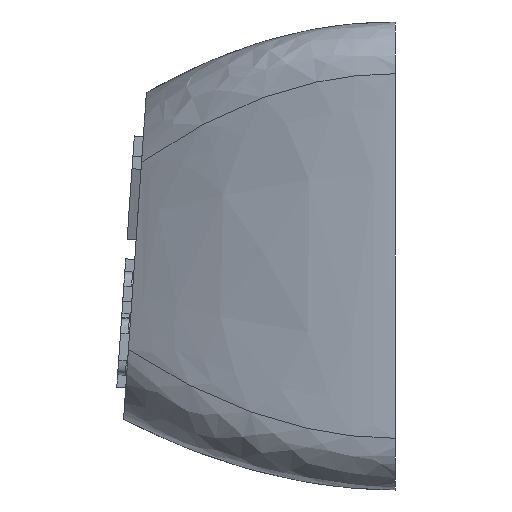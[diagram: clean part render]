
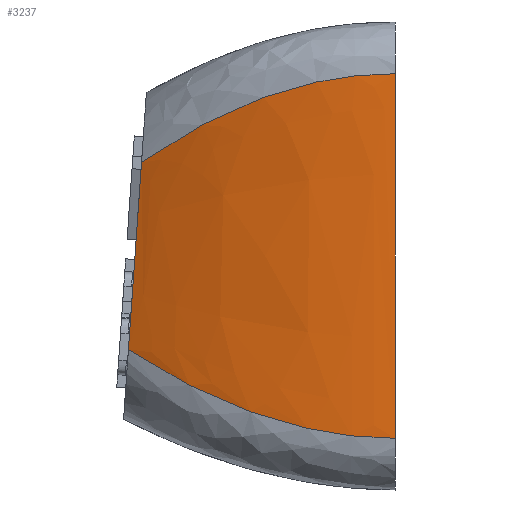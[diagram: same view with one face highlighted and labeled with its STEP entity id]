
A CAD part, left-side view. The second image highlights one B-rep face of the part: STEP entity #3237.
In plain terms, the highlighted free-form (B-spline) face has degree [3, 3] with [4, 4] control points.
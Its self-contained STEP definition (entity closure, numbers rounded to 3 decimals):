
#45=B_SPLINE_SURFACE_WITH_KNOTS('',3,3,((#4572,#4573,#4574,#4575),(#4576,
#4577,#4578,#4579),(#4580,#4581,#4582,#4583),(#4584,#4585,#4586,#4587)),
 .UNSPECIFIED.,.F.,.F.,.F.,(4,4),(4,4),(0.,1.),(0.,1.),.UNSPECIFIED.);
#149=B_SPLINE_CURVE_WITH_KNOTS('',3,(#4562,#4563,#4564,#4565),
 .UNSPECIFIED.,.F.,.F.,(4,4),(0.,1.),.UNSPECIFIED.);
#151=B_SPLINE_CURVE_WITH_KNOTS('',3,(#4591,#4592,#4593,#4594),
 .UNSPECIFIED.,.F.,.F.,(4,4),(0.,1.),.UNSPECIFIED.);
#280=FACE_OUTER_BOUND('',#459,.T.);
#459=EDGE_LOOP('',(#2203,#2204,#2205,#2206));
#679=LINE('',#4589,#1006);
#680=LINE('',#4595,#1007);
#1006=VECTOR('',#3609,10.);
#1007=VECTOR('',#3610,10.);
#1357=VERTEX_POINT('',#4558);
#1359=VERTEX_POINT('',#4561);
#1361=VERTEX_POINT('',#4588);
#1362=VERTEX_POINT('',#4590);
#1694=EDGE_CURVE('',#1357,#1359,#149,.T.);
#1697=EDGE_CURVE('',#1361,#1357,#679,.T.);
#1698=EDGE_CURVE('',#1361,#1362,#151,.T.);
#1699=EDGE_CURVE('',#1362,#1359,#680,.T.);
#2203=ORIENTED_EDGE('',*,*,#1697,.F.);
#2204=ORIENTED_EDGE('',*,*,#1698,.T.);
#2205=ORIENTED_EDGE('',*,*,#1699,.T.);
#2206=ORIENTED_EDGE('',*,*,#1694,.F.);
#3237=ADVANCED_FACE('',(#280),#45,.F.);
#3609=DIRECTION('',(0.,-0.07,0.998));
#3610=DIRECTION('',(0.,0.,1.));
#4558=CARTESIAN_POINT('',(2.7,9.814,12.671));
#4561=CARTESIAN_POINT('',(0.,0.,16.1));
#4562=CARTESIAN_POINT('Ctrl Pts',(2.7,9.814,12.671));
#4563=CARTESIAN_POINT('Ctrl Pts',(0.9,6.543,14.957));
#4564=CARTESIAN_POINT('Ctrl Pts',(0.,3.356,
16.1));
#4565=CARTESIAN_POINT('Ctrl Pts',(0.,0.,
16.1));
#4572=CARTESIAN_POINT('Ctrl Pts',(2.7,10.32,5.433));
#4573=CARTESIAN_POINT('Ctrl Pts',(0.9,6.88,3.144));
#4574=CARTESIAN_POINT('Ctrl Pts',(0.,3.356,
2.));
#4575=CARTESIAN_POINT('Ctrl Pts',(0.,0.,2.));
#4576=CARTESIAN_POINT('Ctrl Pts',(2.7,10.221,6.843));
#4577=CARTESIAN_POINT('Ctrl Pts',(0.939,6.814,4.776));
#4578=CARTESIAN_POINT('Ctrl Pts',(0.,3.356,
3.047));
#4579=CARTESIAN_POINT('Ctrl Pts',(0.,0.,3.047));
#4580=CARTESIAN_POINT('Ctrl Pts',(2.7,9.913,11.261));
#4581=CARTESIAN_POINT('Ctrl Pts',(0.939,6.608,13.325));
#4582=CARTESIAN_POINT('Ctrl Pts',(0.,3.356,
15.053));
#4583=CARTESIAN_POINT('Ctrl Pts',(0.,0.,15.053));
#4584=CARTESIAN_POINT('Ctrl Pts',(2.7,9.814,12.671));
#4585=CARTESIAN_POINT('Ctrl Pts',(0.9,6.543,14.957));
#4586=CARTESIAN_POINT('Ctrl Pts',(0.,3.356,
16.1));
#4587=CARTESIAN_POINT('Ctrl Pts',(0.,0.,16.1));
#4588=CARTESIAN_POINT('',(2.7,10.32,5.433));
#4589=CARTESIAN_POINT('',(2.7,10.32,5.433));
#4590=CARTESIAN_POINT('',(0.,0.,2.));
#4591=CARTESIAN_POINT('Ctrl Pts',(2.7,10.32,5.433));
#4592=CARTESIAN_POINT('Ctrl Pts',(0.9,6.88,3.144));
#4593=CARTESIAN_POINT('Ctrl Pts',(0.,3.356,
2.));
#4594=CARTESIAN_POINT('Ctrl Pts',(0.,0.,2.));
#4595=CARTESIAN_POINT('',(0.,0.,2.));
